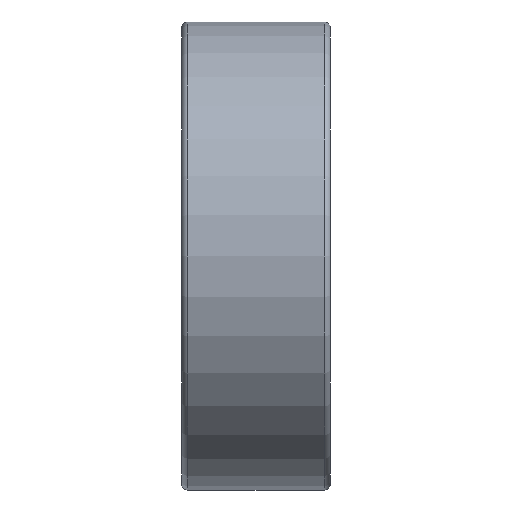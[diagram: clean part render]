
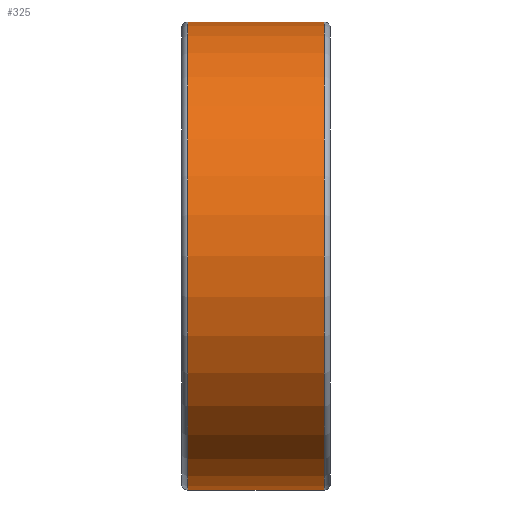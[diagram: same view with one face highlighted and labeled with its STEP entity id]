
A CAD part, front view. The second image highlights one B-rep face of the part: STEP entity #325.
In plain terms, the highlighted cylindrical face has radius 11 mm (diameter 22 mm), a full revolution.
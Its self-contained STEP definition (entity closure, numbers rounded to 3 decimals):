
#325 = ADVANCED_FACE( '', ( #566, #567 ), #568, .T. );
#566 = FACE_OUTER_BOUND( '', #755, .T. );
#567 = FACE_OUTER_BOUND( '', #756, .T. );
#568 = CYLINDRICAL_SURFACE( '', #757, 11. );
#755 = EDGE_LOOP( '', ( #1002 ) );
#756 = EDGE_LOOP( '', ( #1003 ) );
#757 = AXIS2_PLACEMENT_3D( '', #1004, #1005, #1006 );
#1002 = ORIENTED_EDGE( '', *, *, #1082, .T. );
#1003 = ORIENTED_EDGE( '', *, *, #1085, .F. );
#1004 = CARTESIAN_POINT( '', ( 50., 0., 0. ) );
#1005 = DIRECTION( '', ( -1., 0., 0. ) );
#1006 = DIRECTION( '', ( 0., 0., -1. ) );
#1082 = EDGE_CURVE( '', #1192, #1192, #1193, .T. );
#1085 = EDGE_CURVE( '', #1196, #1196, #1197, .T. );
#1192 = VERTEX_POINT( '', #1319 );
#1193 = CIRCLE( '', #1320, 11. );
#1196 = VERTEX_POINT( '', #1323 );
#1197 = CIRCLE( '', #1324, 11. );
#1319 = CARTESIAN_POINT( '', ( 0.3, 0., -11. ) );
#1320 = AXIS2_PLACEMENT_3D( '', #1454, #1455, #1456 );
#1323 = CARTESIAN_POINT( '', ( 6.7, 0., -11. ) );
#1324 = AXIS2_PLACEMENT_3D( '', #1457, #1458, #1459 );
#1454 = CARTESIAN_POINT( '', ( 0.3, 0., 0. ) );
#1455 = DIRECTION( '', ( 1., 0., 0. ) );
#1456 = DIRECTION( '', ( 0., 0., -1. ) );
#1457 = CARTESIAN_POINT( '', ( 6.7, 0., 0. ) );
#1458 = DIRECTION( '', ( 1., 0., 0. ) );
#1459 = DIRECTION( '', ( 0., 0., -1. ) );
